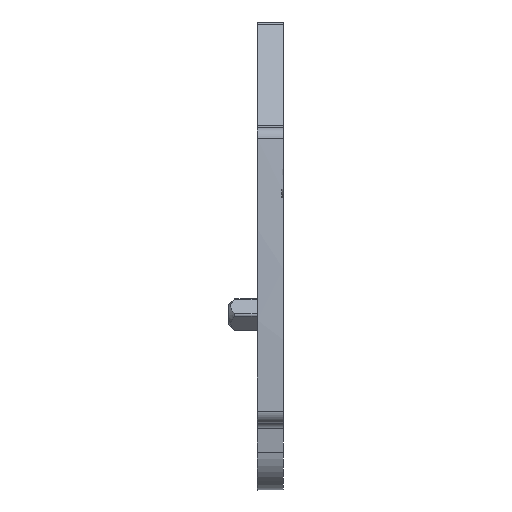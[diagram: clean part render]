
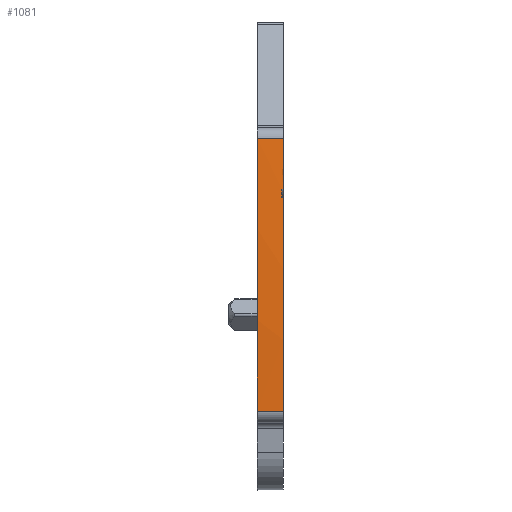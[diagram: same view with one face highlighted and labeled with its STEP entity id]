
A CAD part, front view. The second image highlights one B-rep face of the part: STEP entity #1081.
In plain terms, the highlighted cylindrical face has radius 157.47 mm (diameter 314.94 mm), a partial arc.
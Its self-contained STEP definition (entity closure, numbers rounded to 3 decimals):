
#162=AXIS2_PLACEMENT_3D('Circle Axis2P3D',#160,#161,$) ;
#1029=AXIS2_PLACEMENT_3D('Cylinder Axis2P3D',#1026,#1027,#1028) ;
#1040=AXIS2_PLACEMENT_3D('Circle Axis2P3D',#1038,#1039,$) ;
#1054=AXIS2_PLACEMENT_3D('Circle Axis2P3D',#1052,#1053,$) ;
#1068=AXIS2_PLACEMENT_3D('Circle Axis2P3D',#1066,#1067,$) ;
#157=CARTESIAN_POINT('Vertex',(2.3,0.042,6.377)) ;
#160=CARTESIAN_POINT('Axis2P3D Location',(2.3,157.47,10.)) ;
#164=CARTESIAN_POINT('Vertex',(2.3,1.081,28.417)) ;
#1006=CARTESIAN_POINT('Line Origine',(3.35,1.081,28.417)) ;
#1010=CARTESIAN_POINT('Vertex',(4.4,1.081,28.417)) ;
#1026=CARTESIAN_POINT('Axis2P3D Location',(3.35,157.47,10.)) ;
#1031=CARTESIAN_POINT('Line Origine',(3.35,0.042,6.377)) ;
#1035=CARTESIAN_POINT('Vertex',(4.4,0.042,6.377)) ;
#1038=CARTESIAN_POINT('Axis2P3D Location',(4.4,157.47,10.)) ;
#1042=CARTESIAN_POINT('Vertex',(4.4,0.588,23.6)) ;
#1045=CARTESIAN_POINT('Line Origine',(3.35,0.588,23.6)) ;
#1049=CARTESIAN_POINT('Vertex',(4.3,0.588,23.6)) ;
#1052=CARTESIAN_POINT('Axis2P3D Location',(4.3,157.47,10.)) ;
#1056=CARTESIAN_POINT('Vertex',(4.3,0.651,24.3)) ;
#1059=CARTESIAN_POINT('Line Origine',(3.35,0.651,24.3)) ;
#1063=CARTESIAN_POINT('Vertex',(4.4,0.651,24.3)) ;
#1066=CARTESIAN_POINT('Axis2P3D Location',(4.4,157.47,10.)) ;
#161=DIRECTION('Axis2P3D Direction',(1.,0.,0.)) ;
#1007=DIRECTION('Vector Direction',(1.,0.,0.)) ;
#1027=DIRECTION('Axis2P3D Direction',(1.,0.,0.)) ;
#1028=DIRECTION('Axis2P3D XDirection',(0.,-0.993,0.117)) ;
#1032=DIRECTION('Vector Direction',(1.,0.,0.)) ;
#1039=DIRECTION('Axis2P3D Direction',(1.,0.,0.)) ;
#1046=DIRECTION('Vector Direction',(1.,0.,0.)) ;
#1053=DIRECTION('Axis2P3D Direction',(1.,0.,0.)) ;
#1060=DIRECTION('Vector Direction',(1.,0.,0.)) ;
#1067=DIRECTION('Axis2P3D Direction',(1.,0.,0.)) ;
#1008=VECTOR('Line Direction',#1007,1.) ;
#1033=VECTOR('Line Direction',#1032,1.) ;
#1047=VECTOR('Line Direction',#1046,1.) ;
#1061=VECTOR('Line Direction',#1060,1.) ;
#1072=ORIENTED_EDGE('',*,*,#1037,.T.) ;
#1073=ORIENTED_EDGE('',*,*,#1044,.F.) ;
#1074=ORIENTED_EDGE('',*,*,#1051,.T.) ;
#1075=ORIENTED_EDGE('',*,*,#1058,.F.) ;
#1076=ORIENTED_EDGE('',*,*,#1065,.F.) ;
#1077=ORIENTED_EDGE('',*,*,#1070,.F.) ;
#1078=ORIENTED_EDGE('',*,*,#1012,.F.) ;
#1079=ORIENTED_EDGE('',*,*,#166,.F.) ;
#1081=ADVANCED_FACE('61202_AEP_IO22',(#1080),#1030,.T.) ;
#163=CIRCLE('generated circle',#162,157.47) ;
#1041=CIRCLE('generated circle',#1040,157.47) ;
#1055=CIRCLE('generated circle',#1054,157.47) ;
#1069=CIRCLE('generated circle',#1068,157.47) ;
#1030=CYLINDRICAL_SURFACE('generated cylinder',#1029,157.47) ;
#166=EDGE_CURVE('',#158,#165,#163,.F.) ;
#1012=EDGE_CURVE('',#165,#1011,#1009,.T.) ;
#1037=EDGE_CURVE('',#158,#1036,#1034,.T.) ;
#1044=EDGE_CURVE('',#1043,#1036,#1041,.T.) ;
#1051=EDGE_CURVE('',#1043,#1050,#1048,.F.) ;
#1058=EDGE_CURVE('',#1057,#1050,#1055,.T.) ;
#1065=EDGE_CURVE('',#1064,#1057,#1062,.F.) ;
#1070=EDGE_CURVE('',#1011,#1064,#1069,.T.) ;
#1071=EDGE_LOOP('',(#1072,#1073,#1074,#1075,#1076,#1077,#1078,#1079)) ;
#1080=FACE_OUTER_BOUND('',#1071,.T.) ;
#1009=LINE('Line',#1006,#1008) ;
#1034=LINE('Line',#1031,#1033) ;
#1048=LINE('Line',#1045,#1047) ;
#1062=LINE('Line',#1059,#1061) ;
#158=VERTEX_POINT('',#157) ;
#165=VERTEX_POINT('',#164) ;
#1011=VERTEX_POINT('',#1010) ;
#1036=VERTEX_POINT('',#1035) ;
#1043=VERTEX_POINT('',#1042) ;
#1050=VERTEX_POINT('',#1049) ;
#1057=VERTEX_POINT('',#1056) ;
#1064=VERTEX_POINT('',#1063) ;
